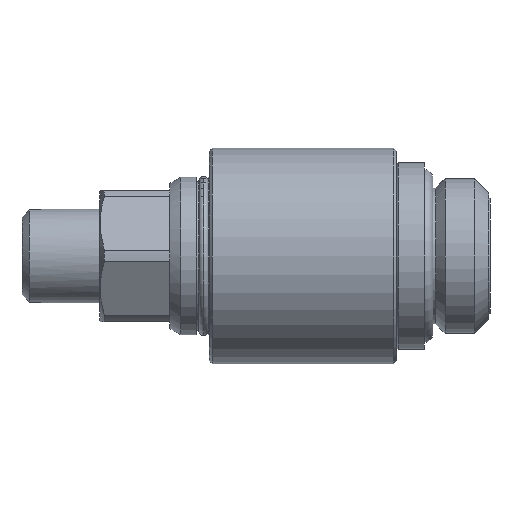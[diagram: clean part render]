
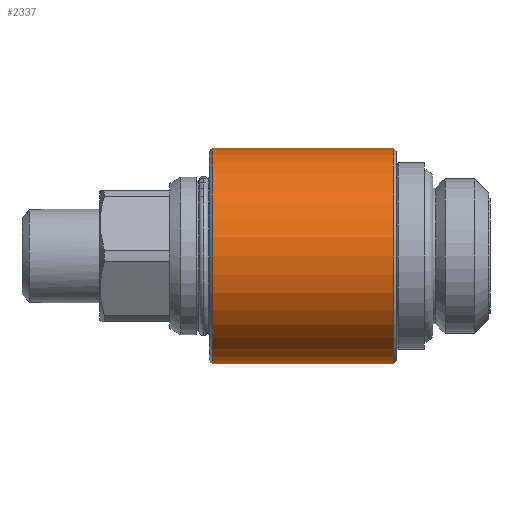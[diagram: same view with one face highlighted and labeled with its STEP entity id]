
A CAD part, left-side view. The second image highlights one B-rep face of the part: STEP entity #2337.
In plain terms, the highlighted cylindrical face has radius 11.5 mm (diameter 23 mm), a partial arc.
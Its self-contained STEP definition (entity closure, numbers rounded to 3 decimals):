
#536 = DIRECTION ( 'NONE',  ( 0., 0., -1. ) ) ;
#537 = DIRECTION ( 'NONE',  ( 0., -1., 0. ) ) ;
#538 = AXIS2_PLACEMENT_3D ( 'NONE', #546, #537, #536 ) ;
#539 = CIRCLE ( 'NONE', #538, 11.5 ) ;
#546 = CARTESIAN_POINT ( 'NONE',  ( 0., 10.6, 0. ) ) ;
#1164 = CARTESIAN_POINT ( 'NONE',  ( 0., 10.419, 0. ) ) ;
#1165 = CYLINDRICAL_SURFACE ( 'NONE', #1304, 11.5 ) ;
#1169 = FACE_OUTER_BOUND ( 'NONE', #2338, .T. ) ;
#1302 = DIRECTION ( 'NONE',  ( 0., 0., -1. ) ) ;
#1303 = DIRECTION ( 'NONE',  ( 0., -1., 0. ) ) ;
#1304 = AXIS2_PLACEMENT_3D ( 'NONE', #1164, #1303, #1302 ) ;
#1769 = CARTESIAN_POINT ( 'NONE',  ( 0., 10.6, -11.5 ) ) ;
#1973 = DIRECTION ( 'NONE',  ( 0., -1., 0. ) ) ;
#1974 = VECTOR ( 'NONE', #1973, 1000. ) ;
#1975 = CARTESIAN_POINT ( 'NONE',  ( 0., 10.419, 11.5 ) ) ;
#1976 = LINE ( 'NONE', #1975, #1974 ) ;
#1984 = CARTESIAN_POINT ( 'NONE',  ( 0., 30., 11.5 ) ) ;
#2226 = ORIENTED_EDGE ( 'NONE', *, *, #3721, .T. ) ;
#2254 = ORIENTED_EDGE ( 'NONE', *, *, #2255, .F. ) ;
#2255 = EDGE_CURVE ( 'NONE', #3667, #3475, #539, .T. ) ;
#2337 = ADVANCED_FACE ( 'NONE', ( #1169 ), #1165, .T. ) ;
#2338 = EDGE_LOOP ( 'NONE', ( #3708, #3709, #2226, #2254 ) ) ;
#2444 = CARTESIAN_POINT ( 'NONE',  ( 0., 10.6, 11.5 ) ) ;
#2515 = CIRCLE ( 'NONE', #2545, 11.5 ) ;
#2518 = VECTOR ( 'NONE', #2587, 1000. ) ;
#2519 = CARTESIAN_POINT ( 'NONE',  ( 0., 10.419, -11.5 ) ) ;
#2520 = LINE ( 'NONE', #2519, #2518 ) ;
#2521 = CARTESIAN_POINT ( 'NONE',  ( 0., 30., -11.5 ) ) ;
#2545 = AXIS2_PLACEMENT_3D ( 'NONE', #2593, #2592, #2591 ) ;
#2587 = DIRECTION ( 'NONE',  ( 0., -1., 0. ) ) ;
#2591 = DIRECTION ( 'NONE',  ( 0., 0., -1. ) ) ;
#2592 = DIRECTION ( 'NONE',  ( 0., -1., 0. ) ) ;
#2593 = CARTESIAN_POINT ( 'NONE',  ( 0., 30., 0. ) ) ;
#3475 = VERTEX_POINT ( 'NONE', #1769 ) ;
#3567 = VERTEX_POINT ( 'NONE', #1984 ) ;
#3613 = EDGE_CURVE ( 'NONE', #3567, #3667, #1976, .T. ) ;
#3667 = VERTEX_POINT ( 'NONE', #2444 ) ;
#3708 = ORIENTED_EDGE ( 'NONE', *, *, #3613, .F. ) ;
#3709 = ORIENTED_EDGE ( 'NONE', *, *, #3710, .T. ) ;
#3710 = EDGE_CURVE ( 'NONE', #3567, #3719, #2515, .T. ) ;
#3719 = VERTEX_POINT ( 'NONE', #2521 ) ;
#3721 = EDGE_CURVE ( 'NONE', #3719, #3475, #2520, .T. ) ;
